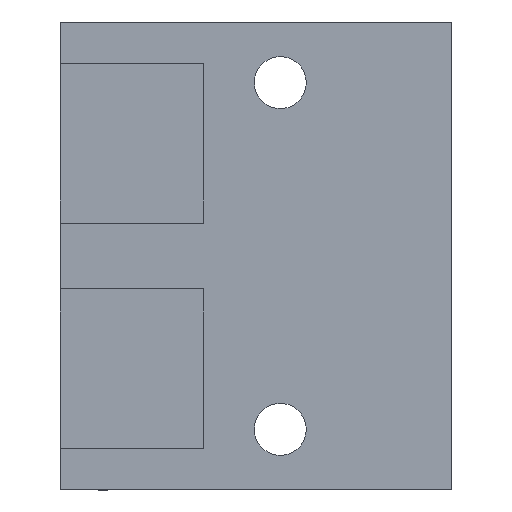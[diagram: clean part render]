
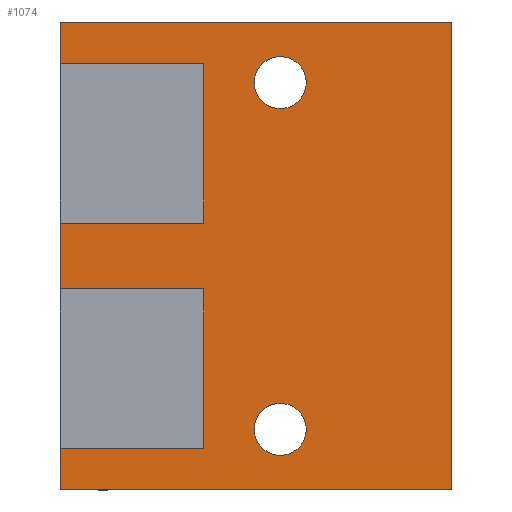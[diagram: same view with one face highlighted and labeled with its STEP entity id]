
A CAD part, front view. The second image highlights one B-rep face of the part: STEP entity #1074.
In plain terms, the highlighted planar face has unit normal (0, -1, 0).
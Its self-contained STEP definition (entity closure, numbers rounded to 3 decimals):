
#27=LINE('',#1649,#116);
#52=LINE('',#1755,#141);
#55=LINE('',#1764,#144);
#56=LINE('',#1771,#145);
#61=LINE('',#1784,#150);
#62=LINE('',#1791,#151);
#63=LINE('',#1793,#152);
#64=LINE('',#1795,#153);
#65=LINE('',#1797,#154);
#66=LINE('',#1799,#155);
#67=LINE('',#1800,#156);
#68=LINE('',#1801,#157);
#69=LINE('',#1804,#158);
#116=VECTOR('',#1317,10.);
#141=VECTOR('',#1432,10.);
#144=VECTOR('',#1443,10.);
#145=VECTOR('',#1450,10.);
#150=VECTOR('',#1461,10.);
#151=VECTOR('',#1468,10.);
#152=VECTOR('',#1469,10.);
#153=VECTOR('',#1470,10.);
#154=VECTOR('',#1471,10.);
#155=VECTOR('',#1472,10.);
#156=VECTOR('',#1473,10.);
#157=VECTOR('',#1474,10.);
#158=VECTOR('',#1475,10.);
#235=FACE_BOUND('',#343,.T.);
#236=FACE_BOUND('',#344,.T.);
#278=FACE_OUTER_BOUND('',#342,.T.);
#342=EDGE_LOOP('',(#878,#879,#880,#881,#882,#883,#884,#885,#886,#887,#888,
#889));
#343=EDGE_LOOP('',(#890,#891));
#344=EDGE_LOOP('',(#892));
#433=CIRCLE('',#1203,1.5);
#434=CIRCLE('',#1204,1.5);
#469=VERTEX_POINT('',#1646);
#470=VERTEX_POINT('',#1648);
#505=VERTEX_POINT('',#1751);
#506=VERTEX_POINT('',#1753);
#508=VERTEX_POINT('',#1762);
#511=VERTEX_POINT('',#1770);
#516=VERTEX_POINT('',#1782);
#519=VERTEX_POINT('',#1790);
#520=VERTEX_POINT('',#1792);
#521=VERTEX_POINT('',#1794);
#522=VERTEX_POINT('',#1796);
#523=VERTEX_POINT('',#1798);
#524=VERTEX_POINT('',#1802);
#525=VERTEX_POINT('',#1803);
#526=VERTEX_POINT('',#1806);
#582=EDGE_CURVE('',#470,#469,#27,.T.);
#635=EDGE_CURVE('',#505,#506,#52,.T.);
#640=EDGE_CURVE('',#506,#508,#55,.T.);
#643=EDGE_CURVE('',#511,#505,#56,.T.);
#650=EDGE_CURVE('',#469,#516,#61,.T.);
#653=EDGE_CURVE('',#519,#508,#62,.T.);
#654=EDGE_CURVE('',#520,#519,#63,.T.);
#655=EDGE_CURVE('',#520,#521,#64,.F.);
#656=EDGE_CURVE('',#522,#521,#65,.T.);
#657=EDGE_CURVE('',#523,#522,#66,.T.);
#658=EDGE_CURVE('',#523,#470,#67,.T.);
#659=EDGE_CURVE('',#511,#516,#68,.T.);
#660=EDGE_CURVE('',#524,#525,#69,.T.);
#661=EDGE_CURVE('',#524,#525,#433,.T.);
#662=EDGE_CURVE('',#526,#526,#434,.T.);
#878=ORIENTED_EDGE('',*,*,#640,.T.);
#879=ORIENTED_EDGE('',*,*,#653,.F.);
#880=ORIENTED_EDGE('',*,*,#654,.F.);
#881=ORIENTED_EDGE('',*,*,#655,.T.);
#882=ORIENTED_EDGE('',*,*,#656,.F.);
#883=ORIENTED_EDGE('',*,*,#657,.F.);
#884=ORIENTED_EDGE('',*,*,#658,.T.);
#885=ORIENTED_EDGE('',*,*,#582,.T.);
#886=ORIENTED_EDGE('',*,*,#650,.T.);
#887=ORIENTED_EDGE('',*,*,#659,.F.);
#888=ORIENTED_EDGE('',*,*,#643,.T.);
#889=ORIENTED_EDGE('',*,*,#635,.T.);
#890=ORIENTED_EDGE('',*,*,#660,.F.);
#891=ORIENTED_EDGE('',*,*,#661,.T.);
#892=ORIENTED_EDGE('',*,*,#662,.T.);
#1028=PLANE('',#1202);
#1074=ADVANCED_FACE('',(#278,#235,#236),#1028,.T.);
#1202=AXIS2_PLACEMENT_3D('',#1789,#1466,#1467);
#1203=AXIS2_PLACEMENT_3D('',#1805,#1476,#1477);
#1204=AXIS2_PLACEMENT_3D('',#1807,#1478,#1479);
#1317=DIRECTION('',(0.,0.,-1.));
#1432=DIRECTION('',(0.,0.,-1.));
#1443=DIRECTION('',(-1.,0.,0.));
#1450=DIRECTION('',(1.,0.,0.));
#1461=DIRECTION('',(-1.,0.,0.));
#1466=DIRECTION('center_axis',(0.,-1.,0.));
#1467=DIRECTION('ref_axis',(1.,0.,0.));
#1468=DIRECTION('',(0.,0.,1.));
#1469=DIRECTION('',(-1.,0.,0.));
#1470=DIRECTION('',(0.,0.,-1.));
#1471=DIRECTION('',(1.,0.,0.));
#1472=DIRECTION('',(0.,0.,1.));
#1473=DIRECTION('',(1.,0.,0.));
#1474=DIRECTION('',(0.,0.,1.));
#1475=DIRECTION('',(0.,0.,-1.));
#1476=DIRECTION('center_axis',(0.,1.,0.));
#1477=DIRECTION('ref_axis',(1.,0.,0.));
#1478=DIRECTION('center_axis',(0.,1.,0.));
#1479=DIRECTION('ref_axis',(1.,0.,0.));
#1646=CARTESIAN_POINT('',(-14.419,74.499,1.9));
#1648=CARTESIAN_POINT('',(-14.419,74.499,11.1));
#1649=CARTESIAN_POINT('',(-14.419,74.499,11.1));
#1751=CARTESIAN_POINT('',(-14.419,74.499,-1.9));
#1753=CARTESIAN_POINT('',(-14.419,74.499,-11.1));
#1755=CARTESIAN_POINT('',(-14.419,74.499,11.1));
#1762=CARTESIAN_POINT('',(-22.7,74.499,-11.1));
#1764=CARTESIAN_POINT('',(-21.1,74.499,-11.1));
#1770=CARTESIAN_POINT('',(-22.7,74.499,-1.9));
#1771=CARTESIAN_POINT('',(-18.3,74.499,-1.9));
#1782=CARTESIAN_POINT('',(-22.7,74.499,1.9));
#1784=CARTESIAN_POINT('',(-18.3,74.499,1.9));
#1789=CARTESIAN_POINT('Origin',(-22.7,74.499,-13.5));
#1790=CARTESIAN_POINT('',(-22.7,74.499,-13.5));
#1791=CARTESIAN_POINT('',(-22.7,74.499,-13.5));
#1792=CARTESIAN_POINT('',(-0.1,74.499,-13.5));
#1793=CARTESIAN_POINT('',(-5.675,74.499,-13.5));
#1794=CARTESIAN_POINT('',(-0.1,74.499,13.5));
#1795=CARTESIAN_POINT('',(-0.1,74.499,-13.5));
#1796=CARTESIAN_POINT('',(-22.7,74.499,13.5));
#1797=CARTESIAN_POINT('',(-17.025,74.499,13.5));
#1798=CARTESIAN_POINT('',(-22.7,74.499,11.1));
#1799=CARTESIAN_POINT('',(-22.7,74.499,-13.5));
#1800=CARTESIAN_POINT('',(-21.1,74.499,11.1));
#1801=CARTESIAN_POINT('',(-22.7,74.499,-13.5));
#1802=CARTESIAN_POINT('',(-11.5,74.499,-10.));
#1803=CARTESIAN_POINT('',(-11.5,74.499,-10.002));
#1804=CARTESIAN_POINT('',(-11.5,74.499,-10.));
#1805=CARTESIAN_POINT('Origin',(-10.,74.499,-10.));
#1806=CARTESIAN_POINT('',(-11.5,74.499,10.));
#1807=CARTESIAN_POINT('Origin',(-10.,74.499,10.));
